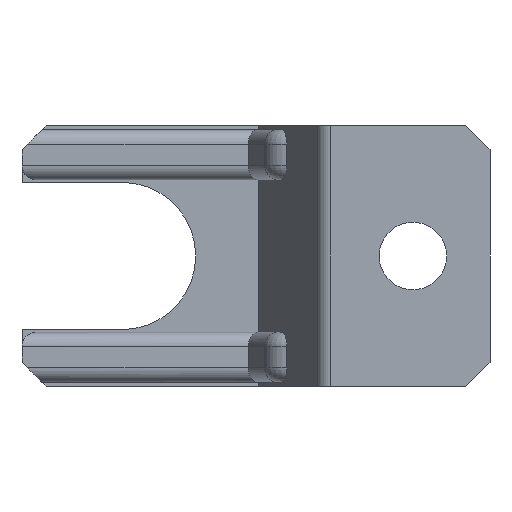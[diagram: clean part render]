
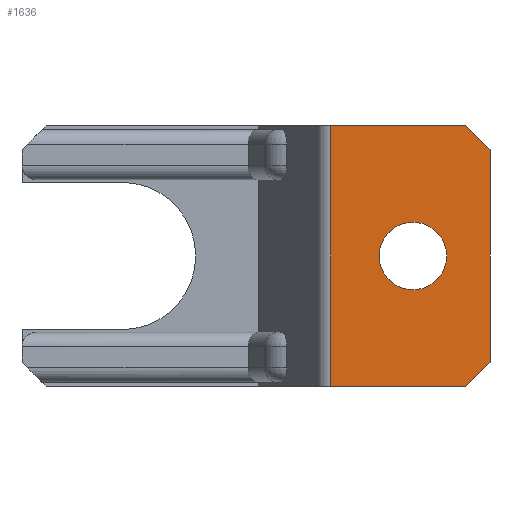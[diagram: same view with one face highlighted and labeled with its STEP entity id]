
A CAD part, front view. The second image highlights one B-rep face of the part: STEP entity #1636.
In plain terms, the highlighted planar face has unit normal (0, -1, 0).
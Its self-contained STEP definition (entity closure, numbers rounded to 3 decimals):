
#596 = DIRECTION ( 'NONE',  ( 0., 0., 1. ) ) ;
#597 = DIRECTION ( 'NONE',  ( 0., 1., 0. ) ) ;
#598 = CARTESIAN_POINT ( 'NONE',  ( 60.25, -35.5, 0. ) ) ;
#599 = AXIS2_PLACEMENT_3D ( 'NONE', #598, #597, #596 ) ;
#600 = CIRCLE ( 'NONE', #599, 7. ) ;
#801 = CARTESIAN_POINT ( 'NONE',  ( 76.25, -35.5, 22. ) ) ;
#802 = DIRECTION ( 'NONE',  ( 0., 0., -1. ) ) ;
#803 = VECTOR ( 'NONE', #802, 1000. ) ;
#804 = CARTESIAN_POINT ( 'NONE',  ( 76.25, -35.5, 27. ) ) ;
#805 = LINE ( 'NONE', #804, #803 ) ;
#806 = CARTESIAN_POINT ( 'NONE',  ( 76.25, -35.5, -22. ) ) ;
#807 = DIRECTION ( 'NONE',  ( 0.707, 0., 0.707 ) ) ;
#808 = VECTOR ( 'NONE', #807, 1000. ) ;
#809 = CARTESIAN_POINT ( 'NONE',  ( 76.25, -35.5, -22. ) ) ;
#810 = LINE ( 'NONE', #809, #808 ) ;
#811 = CARTESIAN_POINT ( 'NONE',  ( 71.25, -35.5, -27. ) ) ;
#812 = DIRECTION ( 'NONE',  ( 1., 0., 0. ) ) ;
#813 = VECTOR ( 'NONE', #812, 1000. ) ;
#814 = CARTESIAN_POINT ( 'NONE',  ( 43.25, -35.5, -27. ) ) ;
#815 = LINE ( 'NONE', #814, #813 ) ;
#820 = FACE_OUTER_BOUND ( 'NONE', #1533, .T. ) ;
#826 = FACE_BOUND ( 'NONE', #1637, .T. ) ;
#827 = CARTESIAN_POINT ( 'NONE',  ( 43.25, -35.5, 27. ) ) ;
#828 = DIRECTION ( 'NONE',  ( 0., 0., -1. ) ) ;
#829 = VECTOR ( 'NONE', #828, 1000. ) ;
#830 = CARTESIAN_POINT ( 'NONE',  ( 43.25, -35.5, 27. ) ) ;
#831 = LINE ( 'NONE', #830, #829 ) ;
#832 = CARTESIAN_POINT ( 'NONE',  ( 43.25, -35.5, -27. ) ) ;
#873 = DIRECTION ( 'NONE',  ( 1., 0., 0. ) ) ;
#874 = VECTOR ( 'NONE', #873, 1000. ) ;
#875 = CARTESIAN_POINT ( 'NONE',  ( 43.25, -35.5, 27. ) ) ;
#876 = LINE ( 'NONE', #875, #874 ) ;
#877 = CARTESIAN_POINT ( 'NONE',  ( 71.25, -35.5, 27. ) ) ;
#878 = DIRECTION ( 'NONE',  ( -0.707, 0., 0.707 ) ) ;
#879 = VECTOR ( 'NONE', #878, 1000. ) ;
#880 = CARTESIAN_POINT ( 'NONE',  ( 71.25, -35.5, 27. ) ) ;
#881 = DIRECTION ( 'NONE',  ( -1., 0., 0. ) ) ;
#882 = DIRECTION ( 'NONE',  ( 0., 1., 0. ) ) ;
#883 = CARTESIAN_POINT ( 'NONE',  ( 43.25, -35.5, 27. ) ) ;
#884 = AXIS2_PLACEMENT_3D ( 'NONE', #883, #882, #881 ) ;
#885 = PLANE ( 'NONE',  #884 ) ;
#886 = LINE ( 'NONE', #880, #879 ) ;
#926 = CARTESIAN_POINT ( 'NONE',  ( 60.25, -35.5, -7. ) ) ;
#927 = CARTESIAN_POINT ( 'NONE',  ( 60.25, -35.5, 7. ) ) ;
#962 = DIRECTION ( 'NONE',  ( 0., 0., 1. ) ) ;
#963 = DIRECTION ( 'NONE',  ( 0., 1., 0. ) ) ;
#964 = CARTESIAN_POINT ( 'NONE',  ( 60.25, -35.5, 0. ) ) ;
#965 = AXIS2_PLACEMENT_3D ( 'NONE', #964, #963, #962 ) ;
#966 = CIRCLE ( 'NONE', #965, 7. ) ;
#1530 = ORIENTED_EDGE ( 'NONE', *, *, #1531, .T. ) ;
#1531 = EDGE_CURVE ( 'NONE', #2254, #2255, #600, .T. ) ;
#1532 = ORIENTED_EDGE ( 'NONE', *, *, #2271, .T. ) ;
#1533 = EDGE_LOOP ( 'NONE', ( #1614, #1617, #1620, #1638, #1641, #1643 ) ) ;
#1614 = ORIENTED_EDGE ( 'NONE', *, *, #1615, .T. ) ;
#1615 = EDGE_CURVE ( 'NONE', #1629, #1616, #815, .T. ) ;
#1616 = VERTEX_POINT ( 'NONE', #811 ) ;
#1617 = ORIENTED_EDGE ( 'NONE', *, *, #1618, .T. ) ;
#1618 = EDGE_CURVE ( 'NONE', #1616, #1619, #810, .T. ) ;
#1619 = VERTEX_POINT ( 'NONE', #806 ) ;
#1620 = ORIENTED_EDGE ( 'NONE', *, *, #1621, .F. ) ;
#1621 = EDGE_CURVE ( 'NONE', #1622, #1619, #805, .T. ) ;
#1622 = VERTEX_POINT ( 'NONE', #801 ) ;
#1629 = VERTEX_POINT ( 'NONE', #832 ) ;
#1631 = EDGE_CURVE ( 'NONE', #1632, #1629, #831, .T. ) ;
#1632 = VERTEX_POINT ( 'NONE', #827 ) ;
#1636 = ADVANCED_FACE ( 'NONE', ( #826, #820 ), #885, .F. ) ;
#1637 = EDGE_LOOP ( 'NONE', ( #1530, #1532 ) ) ;
#1638 = ORIENTED_EDGE ( 'NONE', *, *, #1639, .T. ) ;
#1639 = EDGE_CURVE ( 'NONE', #1622, #1640, #886, .T. ) ;
#1640 = VERTEX_POINT ( 'NONE', #877 ) ;
#1641 = ORIENTED_EDGE ( 'NONE', *, *, #1642, .F. ) ;
#1642 = EDGE_CURVE ( 'NONE', #1632, #1640, #876, .T. ) ;
#1643 = ORIENTED_EDGE ( 'NONE', *, *, #1631, .T. ) ;
#2254 = VERTEX_POINT ( 'NONE', #927 ) ;
#2255 = VERTEX_POINT ( 'NONE', #926 ) ;
#2271 = EDGE_CURVE ( 'NONE', #2255, #2254, #966, .T. ) ;
